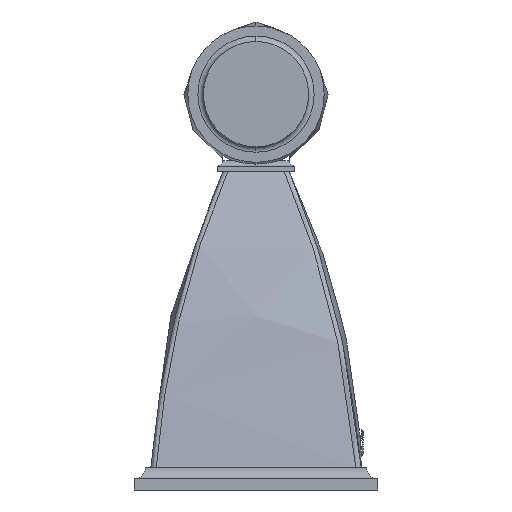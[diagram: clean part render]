
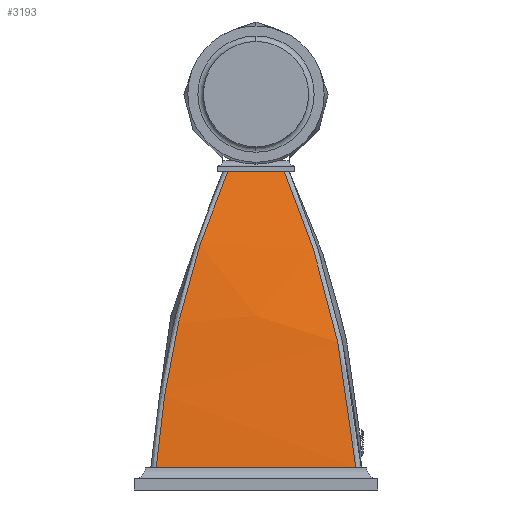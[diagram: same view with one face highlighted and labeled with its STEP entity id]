
A CAD part, left-side view. The second image highlights one B-rep face of the part: STEP entity #3193.
In plain terms, the highlighted free-form (B-spline) face has degree [3, 3] with [5, 5] control points.
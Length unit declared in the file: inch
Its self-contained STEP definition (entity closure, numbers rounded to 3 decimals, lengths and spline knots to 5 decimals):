
#2584=CARTESIAN_POINT('',(-12.748,0.70914,
0.158));
#2602=CARTESIAN_POINT('',(-12.236,0.20021,
2.263));
#2604=CARTESIAN_POINT('',(-12.236,0.20021,
2.263));
#2605=CARTESIAN_POINT('',(-12.24334,0.20783,
2.24605));
#2606=CARTESIAN_POINT('',(-12.25807,0.22306,
2.21146));
#2607=CARTESIAN_POINT('',(-12.28056,0.24618,
2.15685));
#2608=CARTESIAN_POINT('',(-12.3026,0.26873,
2.10154));
#2609=CARTESIAN_POINT('',(-12.32394,0.29048,
2.04629));
#2610=CARTESIAN_POINT('',(-12.34446,0.31132,
1.99154));
#2611=CARTESIAN_POINT('',(-12.36457,0.33167,
1.93631));
#2612=CARTESIAN_POINT('',(-12.38534,0.35262,
1.87757));
#2613=CARTESIAN_POINT('',(-12.40751,0.37494,
1.81278));
#2614=CARTESIAN_POINT('',(-12.43188,0.39938,
1.73892));
#2615=CARTESIAN_POINT('',(-12.45741,0.42491,
1.65826));
#2616=CARTESIAN_POINT('',(-12.48396,0.4514,
1.57041));
#2617=CARTESIAN_POINT('',(-12.51171,0.47899,
1.47377));
#2618=CARTESIAN_POINT('',(-12.54077,0.50781,
1.36648));
#2619=CARTESIAN_POINT('',(-12.57111,0.53779,
1.24658));
#2620=CARTESIAN_POINT('',(-12.60216,0.56837,
1.11361));
#2621=CARTESIAN_POINT('',(-12.63368,0.59927,
0.96525));
#2622=CARTESIAN_POINT('',(-12.66512,0.62993,
0.79918));
#2623=CARTESIAN_POINT('',(-12.6957,0.65955,
0.61252));
#2624=CARTESIAN_POINT('',(-12.72422,0.68689,
0.40242));
#2625=CARTESIAN_POINT('',(-12.74084,0.70252,
0.24251));
#2626=CARTESIAN_POINT('',(-12.748,0.70914,
0.158));
#2628=DIRECTION('',(0.,-1.,0.));
#2629=VECTOR('',#2628,0.40043);
#2630=CARTESIAN_POINT('',(-12.236,0.20021,
2.263));
#2631=LINE('',#2630,#2629);
#2632=CARTESIAN_POINT('',(-12.236,-0.20021,
2.263));
#2633=CARTESIAN_POINT('',(-12.2496,-0.21432,
2.23161));
#2634=CARTESIAN_POINT('',(-12.27783,-0.24343,
2.16439));
#2635=CARTESIAN_POINT('',(-12.32259,-0.28916,
2.0509));
#2636=CARTESIAN_POINT('',(-12.36981,-0.33701,
1.92291));
#2637=CARTESIAN_POINT('',(-12.41483,-0.3823,
1.79187));
#2638=CARTESIAN_POINT('',(-12.45555,-0.42308,
1.66529));
#2639=CARTESIAN_POINT('',(-12.49917,-0.46655,
1.51925));
#2640=CARTESIAN_POINT('',(-12.53819,-0.50526,
1.37701));
#2641=CARTESIAN_POINT('',(-12.57352,-0.54017,
1.23699));
#2642=CARTESIAN_POINT('',(-12.6055,-0.57165,
1.09854));
#2643=CARTESIAN_POINT('',(-12.63622,-0.60175,
0.95237));
#2644=CARTESIAN_POINT('',(-12.66678,-0.63155,
0.78967));
#2645=CARTESIAN_POINT('',(-12.69785,-0.66163,
0.59867));
#2646=CARTESIAN_POINT('',(-12.72671,-0.68924,
0.38108));
#2647=CARTESIAN_POINT('',(-12.7416,-0.70322,
0.23357));
#2648=CARTESIAN_POINT('',(-12.748,-0.70914,
0.158));
#2650=DIRECTION('',(0.,1.,0.));
#2651=VECTOR('',#2650,1.41828);
#2652=CARTESIAN_POINT('',(-12.748,-0.70914,
0.158));
#2653=LINE('',#2652,#2651);
#2662=CARTESIAN_POINT('',(-12.748,-0.70914,
0.158));
#2682=VERTEX_POINT('',#2584);
#2685=VERTEX_POINT('',#2602);
#2687=VERTEX_POINT('',#2662);
#2688=VERTEX_POINT('',#2632);
#3158=CARTESIAN_POINT('',(-12.7499,-0.72716,
0.13576));
#3159=CARTESIAN_POINT('',(-12.74907,-0.4846,
0.13576));
#3160=CARTESIAN_POINT('',(-12.74796,-0.00001,
0.13576));
#3161=CARTESIAN_POINT('',(-12.74907,0.48458,
0.13576));
#3162=CARTESIAN_POINT('',(-12.7499,0.72714,
0.13576));
#3163=CARTESIAN_POINT('',(-12.71868,-0.69588,
0.50691));
#3164=CARTESIAN_POINT('',(-12.73196,-0.46675,
0.50691));
#3165=CARTESIAN_POINT('',(-12.74949,-0.00001,
0.50691));
#3166=CARTESIAN_POINT('',(-12.73196,0.46674,
0.50691));
#3167=CARTESIAN_POINT('',(-12.71868,0.69586,
0.50691));
#3168=CARTESIAN_POINT('',(-12.59915,-0.57899,
1.24723));
#3169=CARTESIAN_POINT('',(-12.62621,-0.39176,
1.24723));
#3170=CARTESIAN_POINT('',(-12.66194,-0.00001,
1.24723));
#3171=CARTESIAN_POINT('',(-12.62622,0.39175,
1.24723));
#3172=CARTESIAN_POINT('',(-12.59915,0.57897,
1.24723));
#3173=CARTESIAN_POINT('',(-12.36869,-0.35655,
1.94925));
#3174=CARTESIAN_POINT('',(-12.3815,-0.24044,
1.94925));
#3175=CARTESIAN_POINT('',(-12.39842,0.,
1.94925));
#3176=CARTESIAN_POINT('',(-12.3815,0.24043,
1.94925));
#3177=CARTESIAN_POINT('',(-12.36869,0.35654,
1.94925));
#3178=CARTESIAN_POINT('',(-12.22787,-0.221,
2.28231));
#3179=CARTESIAN_POINT('',(-12.22709,-0.14717,
2.28231));
#3180=CARTESIAN_POINT('',(-12.22606,0.,
2.28231));
#3181=CARTESIAN_POINT('',(-12.22709,0.14716,
2.28231));
#3182=CARTESIAN_POINT('',(-12.22787,0.22099,
2.28231));
#3183=B_SPLINE_SURFACE_WITH_KNOTS('',3,3,((#3158,#3159,#3160,#3161,#3162),
(#3163,#3164,#3165,#3166,#3167),(#3168,#3169,#3170,#3171,#3172),(#3173,#3174,
#3175,#3176,#3177),(#3178,#3179,#3180,#3181,#3182)),.UNSPECIFIED.,.F.,.F.,.F.,
(4,1,4),(4,1,4),(-0.01019,0.5,1.00984),(0.1288,
0.25,0.3712),.UNSPECIFIED.);
#3184=ORIENTED_EDGE('',*,*,#3153,.F.);
#3186=ORIENTED_EDGE('',*,*,#3185,.T.);
#3188=ORIENTED_EDGE('',*,*,#3187,.T.);
#3190=ORIENTED_EDGE('',*,*,#3189,.T.);
#3191=EDGE_LOOP('',(#3184,#3186,#3188,#3190));
#3192=FACE_OUTER_BOUND('',#3191,.F.);
#3193=ADVANCED_FACE('',(#3192),#3183,.T.);
#2627=B_SPLINE_CURVE_WITH_KNOTS('',3,(#2604,#2605,#2606,#2607,#2608,#2609,#2610,
#2611,#2612,#2613,#2614,#2615,#2616,#2617,#2618,#2619,#2620,#2621,#2622,#2623,
#2624,#2625,#2626),.UNSPECIFIED.,.F.,.F.,(4,1,1,1,1,1,1,1,1,1,1,1,1,1,1,1,1,1,1,
1,4),(0.,0.05,0.1,0.15,0.2,0.25,0.3,0.35,0.4,0.45,0.5,
0.55,0.6,0.65,0.7,0.75,0.8,0.85,0.9,0.95,1.),.UNSPECIFIED.);
#2649=B_SPLINE_CURVE_WITH_KNOTS('',3,(#2632,#2633,#2634,#2635,#2636,#2637,#2638,
#2639,#2640,#2641,#2642,#2643,#2644,#2645,#2646,#2647,#2648),.UNSPECIFIED.,.F.,
.F.,(4,1,1,1,1,1,1,1,1,1,1,1,1,1,4),(0.,0.07143,0.14286,
0.21429,0.28571,0.35714,0.42857,0.5,
0.57143,0.64286,0.71429,0.78571,
0.85714,0.92857,1.),.UNSPECIFIED.);
#3153=EDGE_CURVE('',#2685,#2682,#2627,.T.);
#3185=EDGE_CURVE('',#2685,#2688,#2631,.T.);
#3187=EDGE_CURVE('',#2688,#2687,#2649,.T.);
#3189=EDGE_CURVE('',#2687,#2682,#2653,.T.);
